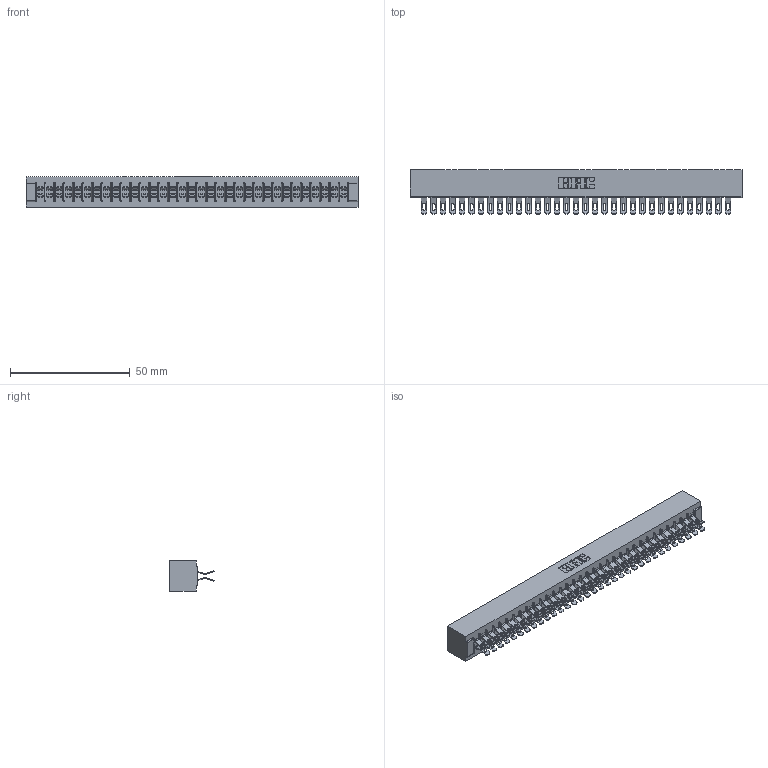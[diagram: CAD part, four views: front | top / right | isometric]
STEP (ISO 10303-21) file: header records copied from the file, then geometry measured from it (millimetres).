
FILE_DESCRIPTION (( 'STEP AP203' ), '1' );
FILE_NAME ('305-066-555-501.STEP', '2019-09-10T03:46:07', ( '' ), ( '' ), 'SwSTEP 2.0', 'SolidWorks 2016', '' );
FILE_SCHEMA (( 'CONFIG_CONTROL_DESIGN' ));
Length unit declared in the file: inch
Products named in the file (3): 305-066-555-501; 305-290-001_555; 305 Part_No Mounting
Assembly tree (67 placements, depth 2):
  305-066-555-501
    305 Part_No Mounting
    305-290-001_555  x66
Bounding box: 138.63 x 18.41 x 12.7 mm (x, y, z)
Volume: 14631.6 mm3; surface area: 20789.6 mm2
Topology: 67 solids, 67 shells, 4464 faces, 13327 edges, 8706 vertices
Faces by surface type: plane 2176, cylinder 2156, sphere 132
Entity records: 37172 total; most frequent: CARTESIAN_POINT 6167, ORIENTED_EDGE 6110, DIRECTION 5965, EDGE_CURVE 3055, LINE 2445, VECTOR 2445, VERTEX_POINT 1946, AXIS2_PLACEMENT_3D 1760
